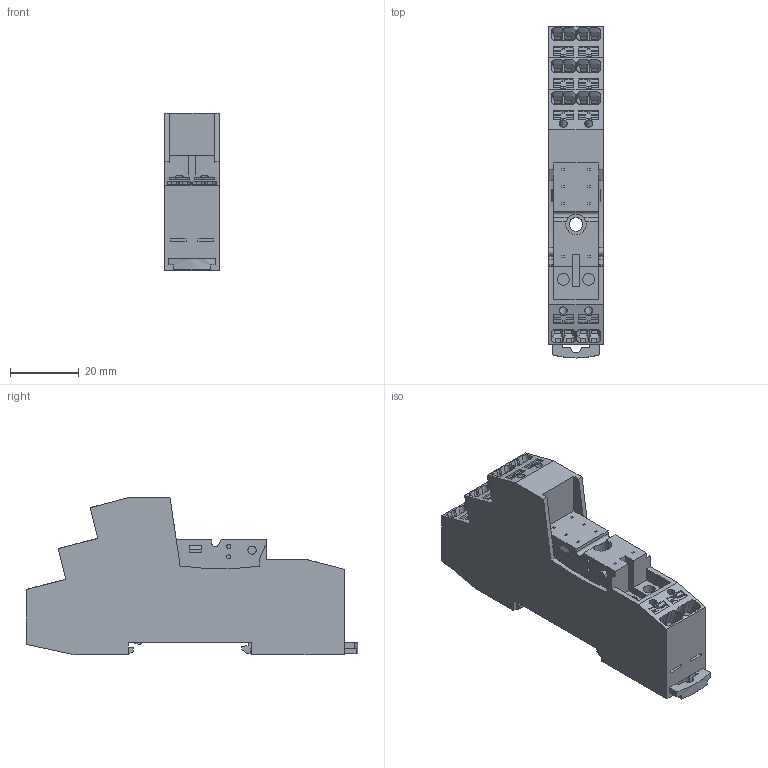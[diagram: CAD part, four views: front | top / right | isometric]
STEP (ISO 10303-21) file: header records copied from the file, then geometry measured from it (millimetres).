
FILE_DESCRIPTION(('CATIA V5 STEP Exchange','CAx-IF Rec.Pracs.--- Model Styling and Organization---1.5--- 2016-08-15','CAx-IF Rec.Pracs.---Supplemental Geometry---1.0---2011-11-01','CAx-IF Rec.Pracs.--- Composite Materials ---1.1---2010-07-15'),'2;1');
FILE_NAME ('D1630118_0', '2024-09-10T07:53:54+00:00', ('none'), ('Weidmueller'), 'CATIA Version 5-6 Release 2022 SP4 HF5', 'CATIA V5 STEP AP214 v3', 'none');
FILE_SCHEMA(('AUTOMOTIVE_DESIGN { 1 0 10303 214 1 1 1 1 }'));
Length unit declared in the file: millimetre
Products named in the file (1): S3D_CSI_P_2CO 
Bounding box: 15.9 x 96.86 x 45.9 mm (x, y, z)
Volume: 42631.1 mm3; surface area: 14090.5 mm2
Topology: 1 solids, 1 shells, 675 faces, 1817 edges, 1188 vertices
Faces by surface type: plane 531, cylinder 142, extrusion 2
Entity records: 20647 total; most frequent: CARTESIAN_POINT 4334, ORIENTED_EDGE 3634, DIRECTION 2504, EDGE_CURVE 1817, VECTOR 1416, LINE 1414, VERTEX_POINT 1188, EDGE_LOOP 723
